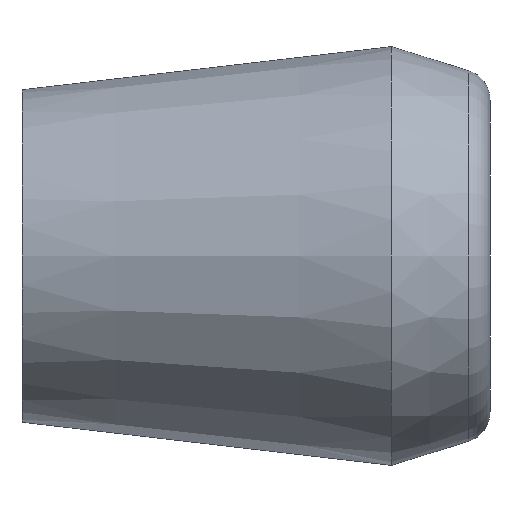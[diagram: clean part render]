
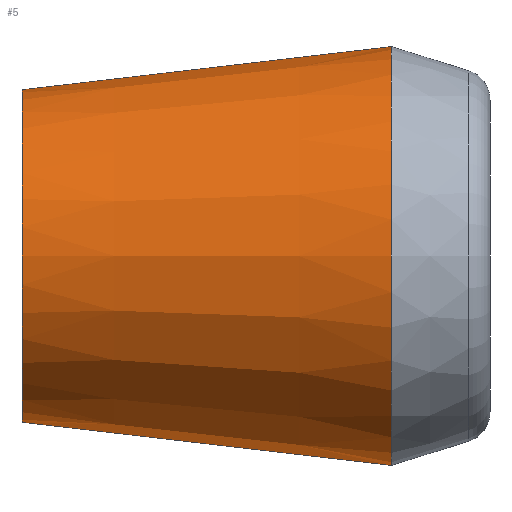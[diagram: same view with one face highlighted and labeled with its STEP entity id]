
A CAD part, left-side view. The second image highlights one B-rep face of the part: STEP entity #5.
In plain terms, the highlighted conical face has half-angle 6.654 degrees and reference radius 13.5 mm.
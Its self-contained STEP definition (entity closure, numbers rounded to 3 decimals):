
#5 = ADVANCED_FACE ( 'NONE', ( #306 ), #61, .T. ) ;
#21 = EDGE_CURVE ( 'NONE', #353, #251, #53, .T. ) ;
#22 = EDGE_CURVE ( 'NONE', #348, #273, #219, .T. ) ;
#31 = EDGE_CURVE ( 'NONE', #273, #251, #319, .T. ) ;
#35 = EDGE_CURVE ( 'NONE', #348, #353, #345, .T. ) ;
#46 = AXIS2_PLACEMENT_3D ( 'NONE', #121, #124, #126 ) ;
#53 = CIRCLE ( 'NONE', #55, 17. ) ;
#55 = AXIS2_PLACEMENT_3D ( 'NONE', #147, #87, #84 ) ;
#61 = CONICAL_SURFACE ( 'NONE', #46, 13.5, 0.116 ) ;
#72 = CARTESIAN_POINT ( 'NONE',  ( 0., 30., 0. ) ) ;
#83 = CARTESIAN_POINT ( 'NONE',  ( 0., 30., -13.5 ) ) ;
#84 = DIRECTION ( 'NONE',  ( 0., 0., 1. ) ) ;
#87 = DIRECTION ( 'NONE',  ( 0., 1., 0. ) ) ;
#92 = CARTESIAN_POINT ( 'NONE',  ( 0., 0., -17. ) ) ;
#113 = CARTESIAN_POINT ( 'NONE',  ( 0., 30., 13.5 ) ) ;
#121 = CARTESIAN_POINT ( 'NONE',  ( 0., 30., 0. ) ) ;
#124 = DIRECTION ( 'NONE',  ( 0., -1., 0. ) ) ;
#126 = DIRECTION ( 'NONE',  ( 0., 0., -1. ) ) ;
#130 = DIRECTION ( 'NONE',  ( 0., 0., 1. ) ) ;
#147 = CARTESIAN_POINT ( 'NONE',  ( 0., 0., 0. ) ) ;
#153 = CARTESIAN_POINT ( 'NONE',  ( 0., 0., 17. ) ) ;
#169 = DIRECTION ( 'NONE',  ( 0., -0.993, 0.116 ) ) ;
#170 = DIRECTION ( 'NONE',  ( 0., 1., 0. ) ) ;
#175 = DIRECTION ( 'NONE',  ( 0., -0.993, -0.116 ) ) ;
#179 = CARTESIAN_POINT ( 'NONE',  ( 0., 30., -13.5 ) ) ;
#184 = CARTESIAN_POINT ( 'NONE',  ( 0., 30., 13.5 ) ) ;
#198 = VECTOR ( 'NONE', #169, 1000. ) ;
#218 = AXIS2_PLACEMENT_3D ( 'NONE', #72, #170, #130 ) ;
#219 = CIRCLE ( 'NONE', #218, 13.5 ) ;
#222 = VECTOR ( 'NONE', #175, 1000. ) ;
#244 = ORIENTED_EDGE ( 'NONE', *, *, #21, .T. ) ;
#251 = VERTEX_POINT ( 'NONE', #153 ) ;
#270 = ORIENTED_EDGE ( 'NONE', *, *, #22, .F. ) ;
#273 = VERTEX_POINT ( 'NONE', #113 ) ;
#302 = EDGE_LOOP ( 'NONE', ( #309, #270, #349, #244 ) ) ;
#306 = FACE_OUTER_BOUND ( 'NONE', #302, .T. ) ;
#309 = ORIENTED_EDGE ( 'NONE', *, *, #31, .F. ) ;
#319 = LINE ( 'NONE', #184, #198 ) ;
#345 = LINE ( 'NONE', #83, #222 ) ;
#348 = VERTEX_POINT ( 'NONE', #179 ) ;
#349 = ORIENTED_EDGE ( 'NONE', *, *, #35, .T. ) ;
#353 = VERTEX_POINT ( 'NONE', #92 ) ;
